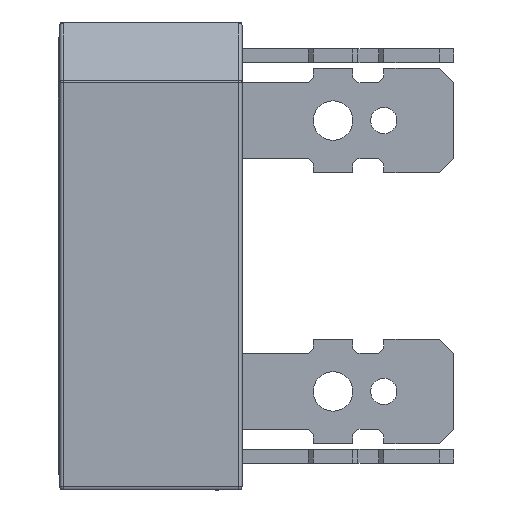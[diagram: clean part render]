
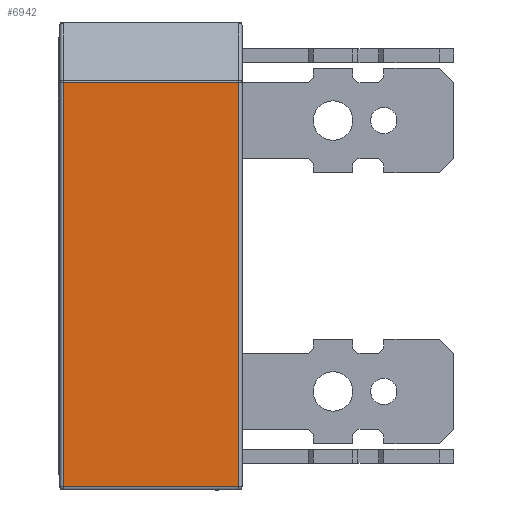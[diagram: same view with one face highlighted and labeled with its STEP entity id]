
A CAD part, left-side view. The second image highlights one B-rep face of the part: STEP entity #6942.
In plain terms, the highlighted planar face has unit normal (-1, 0, 0).
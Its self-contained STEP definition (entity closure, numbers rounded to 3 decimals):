
#178 = LINE ( 'NONE', #25981, #17330 ) ;
#314 = ORIENTED_EDGE ( 'NONE', *, *, #17412, .T. ) ;
#637 = ORIENTED_EDGE ( 'NONE', *, *, #28045, .T. ) ;
#794 = DIRECTION ( 'NONE',  ( 0., 0., -1. ) ) ;
#3358 = DIRECTION ( 'NONE',  ( 0., -1., 0. ) ) ;
#4088 = CARTESIAN_POINT ( 'NONE',  ( -14.25, 11.2, -1.633 ) ) ;
#4947 = DIRECTION ( 'NONE',  ( 0., 0., -1. ) ) ;
#5297 = PLANE ( 'NONE',  #7482 ) ;
#5992 = CARTESIAN_POINT ( 'NONE',  ( -14.25, 11., -26.45 ) ) ;
#6084 = VERTEX_POINT ( 'NONE', #26763 ) ;
#6445 = LINE ( 'NONE', #4088, #15113 ) ;
#6942 = ADVANCED_FACE ( 'NONE', ( #7458 ), #5297, .F. ) ;
#7458 = FACE_OUTER_BOUND ( 'NONE', #29571, .T. ) ;
#7482 = AXIS2_PLACEMENT_3D ( 'NONE', #31117, #13109, #4947 ) ;
#7662 = VERTEX_POINT ( 'NONE', #22084 ) ;
#9400 = VECTOR ( 'NONE', #24777, 1000. ) ;
#10182 = EDGE_CURVE ( 'NONE', #26440, #6084, #6445, .T. ) ;
#13109 = DIRECTION ( 'NONE',  ( 1., 0., 0. ) ) ;
#15113 = VECTOR ( 'NONE', #29948, 1000. ) ;
#15160 = LINE ( 'NONE', #25436, #9400 ) ;
#16628 = EDGE_CURVE ( 'NONE', #31391, #7662, #178, .T. ) ;
#17330 = VECTOR ( 'NONE', #3358, 1000. ) ;
#17412 = EDGE_CURVE ( 'NONE', #7662, #26440, #15160, .T. ) ;
#19008 = LINE ( 'NONE', #5992, #26583 ) ;
#22084 = CARTESIAN_POINT ( 'NONE',  ( -14.25, 0.3, -26.25 ) ) ;
#24777 = DIRECTION ( 'NONE',  ( 0., 0., 1. ) ) ;
#25436 = CARTESIAN_POINT ( 'NONE',  ( -14.25, 0.3, -26.45 ) ) ;
#25981 = CARTESIAN_POINT ( 'NONE',  ( -14.25, 11.2, -26.25 ) ) ;
#26440 = VERTEX_POINT ( 'NONE', #30455 ) ;
#26583 = VECTOR ( 'NONE', #794, 1000. ) ;
#26748 = ORIENTED_EDGE ( 'NONE', *, *, #10182, .T. ) ;
#26763 = CARTESIAN_POINT ( 'NONE',  ( -14.25, 11., -1.633 ) ) ;
#27578 = ORIENTED_EDGE ( 'NONE', *, *, #16628, .T. ) ;
#28045 = EDGE_CURVE ( 'NONE', #6084, #31391, #19008, .T. ) ;
#29571 = EDGE_LOOP ( 'NONE', ( #27578, #314, #26748, #637 ) ) ;
#29948 = DIRECTION ( 'NONE',  ( 0., 1., 0. ) ) ;
#30455 = CARTESIAN_POINT ( 'NONE',  ( -14.25, 0.3, -1.633 ) ) ;
#30734 = CARTESIAN_POINT ( 'NONE',  ( -14.25, 11., -26.25 ) ) ;
#31117 = CARTESIAN_POINT ( 'NONE',  ( -14.25, 11.2, -26.45 ) ) ;
#31391 = VERTEX_POINT ( 'NONE', #30734 ) ;
